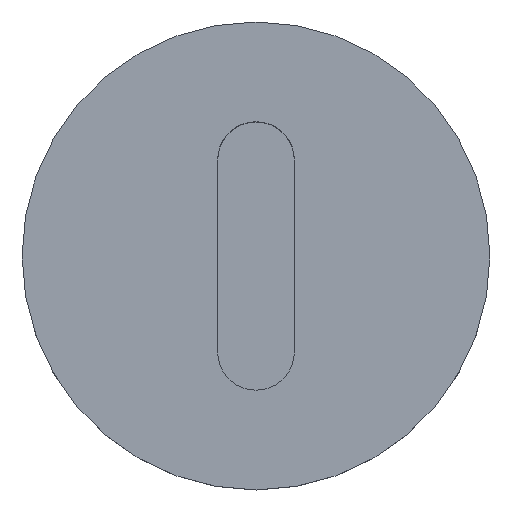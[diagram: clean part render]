
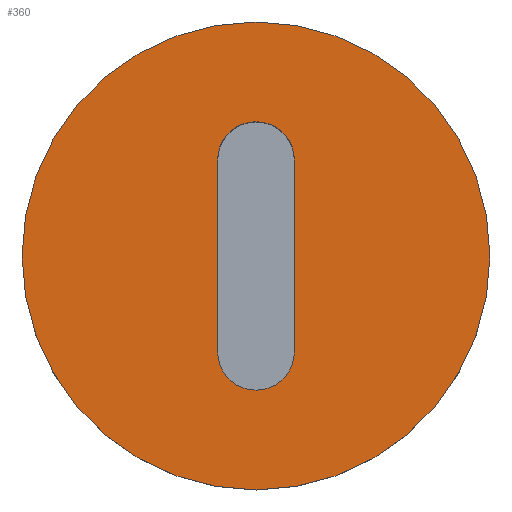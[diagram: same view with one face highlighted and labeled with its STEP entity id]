
A CAD part, top view. The second image highlights one B-rep face of the part: STEP entity #360.
In plain terms, the highlighted planar face has unit normal (0, 0, 1).
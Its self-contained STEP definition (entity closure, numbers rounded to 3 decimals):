
#21=FACE_BOUND('',#85,.T.);
#26=PLANE('',#412);
#62=FACE_OUTER_BOUND('',#84,.T.);
#84=EDGE_LOOP('',(#292));
#85=EDGE_LOOP('',(#293,#294,#295,#296));
#98=CIRCLE('',#400,3.05);
#102=CIRCLE('',#407,0.5);
#103=CIRCLE('',#409,0.5);
#135=LINE('',#1504,#151);
#139=LINE('',#1520,#155);
#151=VECTOR('',#466,10.);
#155=VECTOR('',#486,10.);
#174=VERTEX_POINT('',#1487);
#177=VERTEX_POINT('',#1497);
#180=VERTEX_POINT('',#1502);
#182=VERTEX_POINT('',#1508);
#183=VERTEX_POINT('',#1512);
#213=EDGE_CURVE('',#174,#174,#98,.T.);
#221=EDGE_CURVE('',#180,#177,#135,.T.);
#223=EDGE_CURVE('',#182,#177,#102,.T.);
#225=EDGE_CURVE('',#180,#183,#103,.T.);
#229=EDGE_CURVE('',#182,#183,#139,.T.);
#292=ORIENTED_EDGE('',*,*,#213,.T.);
#293=ORIENTED_EDGE('',*,*,#225,.T.);
#294=ORIENTED_EDGE('',*,*,#229,.F.);
#295=ORIENTED_EDGE('',*,*,#223,.T.);
#296=ORIENTED_EDGE('',*,*,#221,.F.);
#360=ADVANCED_FACE('',(#62,#21),#26,.T.);
#400=AXIS2_PLACEMENT_3D('',#1488,#451,#452);
#407=AXIS2_PLACEMENT_3D('',#1509,#471,#472);
#409=AXIS2_PLACEMENT_3D('',#1513,#476,#477);
#412=AXIS2_PLACEMENT_3D('',#1519,#484,#485);
#451=DIRECTION('center_axis',(0.,0.,1.));
#452=DIRECTION('ref_axis',(1.,0.,0.));
#466=DIRECTION('',(0.,-1.,0.));
#471=DIRECTION('center_axis',(0.,0.,-1.));
#472=DIRECTION('ref_axis',(-1.,0.,0.));
#476=DIRECTION('center_axis',(0.,0.,-1.));
#477=DIRECTION('ref_axis',(1.,0.,0.));
#484=DIRECTION('center_axis',(0.,0.,1.));
#485=DIRECTION('ref_axis',(1.,0.,0.));
#486=DIRECTION('',(0.,1.,0.));
#1487=CARTESIAN_POINT('',(-3.05,0.,3.765));
#1488=CARTESIAN_POINT('Origin',(0.,0.,3.765));
#1497=CARTESIAN_POINT('',(-0.5,-1.25,3.765));
#1502=CARTESIAN_POINT('',(-0.5,1.25,3.765));
#1504=CARTESIAN_POINT('',(-0.5,-0.875,3.765));
#1508=CARTESIAN_POINT('',(0.5,-1.25,3.765));
#1509=CARTESIAN_POINT('Origin',(0.,-1.25,3.765));
#1512=CARTESIAN_POINT('',(0.5,1.25,3.765));
#1513=CARTESIAN_POINT('Origin',(0.,1.25,3.765));
#1519=CARTESIAN_POINT('Origin',(0.,0.,3.765));
#1520=CARTESIAN_POINT('',(0.5,0.875,3.765));
